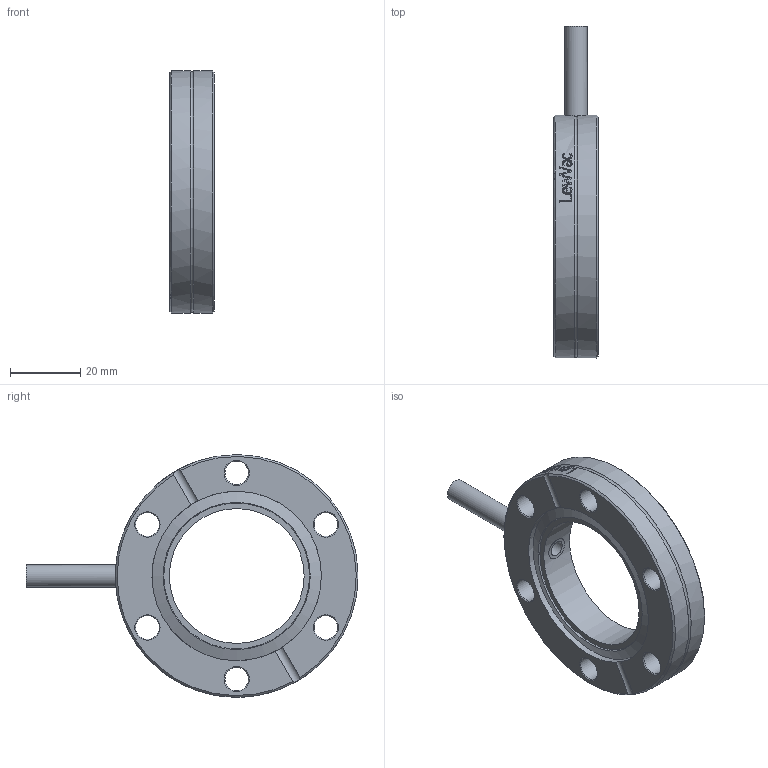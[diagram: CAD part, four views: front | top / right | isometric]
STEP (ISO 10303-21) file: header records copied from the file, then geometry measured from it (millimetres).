
FILE_DESCRIPTION(/* description */ (''),/* implementation_level */ '2;1');
FILE_NAME(/* name */ 'FL-DS40-SP.stp',/* time_stamp */ '2020-11-26T08:26:27+00:00',/* author */ ('Paul'),/* organization */ (''),/* preprocessor_version */ 'ST-DEVELOPER v18.1',/* originating_system */ 'Autodesk Inventor 2021',/* authorisation */ '');
FILE_SCHEMA (('AUTOMOTIVE_DESIGN { 1 0 10303 214 3 1 1 }'));
Length unit declared in the file: millimetre
Products named in the file (3): FL-DS40-SP16CF; FL-DS40-38 side bored for 6.25 tube; tube
Assembly tree (2 placements, depth 2):
  FL-DS40-SP16CF
    FL-DS40-38 side bored for 6.25 tube
    tube
Bounding box: 12.7 x 94.55 x 69.1 mm (x, y, z)
Volume: 28635.7 mm3; surface area: 12639.5 mm2
Topology: 2 solids, 2 shells, 134 faces, 365 edges, 242 vertices
Faces by surface type: plane 48, bspline 41, cylinder 25, cone 19, torus 1
Full cylindrical faces by diameter (mm): 4.5 x1, 6.35 x2, 6.7 x6, 38.4 x1, 48.26 x2, 69.1 x2
Entity records: 6002 total; most frequent: CARTESIAN_POINT 2648, ORIENTED_EDGE 730, DIRECTION 575, EDGE_CURVE 365, VERTEX_POINT 242, AXIS2_PLACEMENT_3D 216, EDGE_LOOP 159, LINE 143
